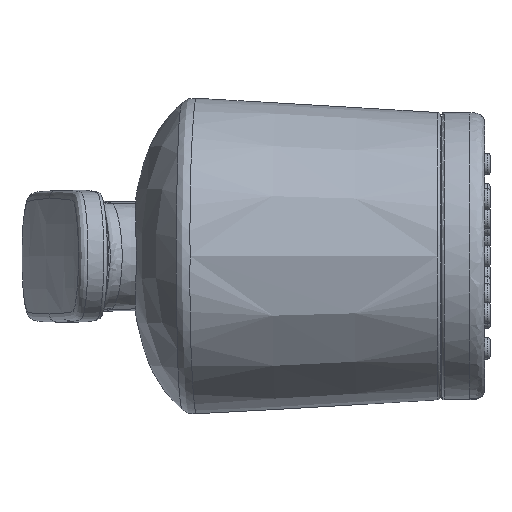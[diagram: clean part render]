
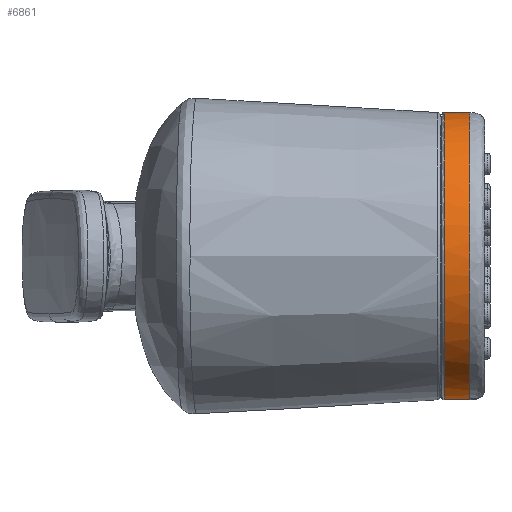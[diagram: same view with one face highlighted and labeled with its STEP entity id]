
A CAD part, top view. The second image highlights one B-rep face of the part: STEP entity #6861.
In plain terms, the highlighted cylindrical face has radius 17.944 mm (diameter 35.888 mm), a full revolution.
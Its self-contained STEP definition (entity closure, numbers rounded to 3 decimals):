
#240=CYLINDRICAL_SURFACE('',#8867,17.944);
#404=CIRCLE('',#8864,17.944);
#2437=ORIENTED_EDGE('',*,*,#3616,.T.);
#2438=ORIENTED_EDGE('',*,*,#3618,.T.);
#3616=EDGE_CURVE('',#4573,#4573,#404,.T.);
#3618=EDGE_CURVE('',#4575,#4575,#5391,.T.);
#4573=VERTEX_POINT('',#23043);
#4575=VERTEX_POINT('',#23280);
#5391=B_SPLINE_CURVE_WITH_KNOTS('',3,(#23261,#23262,#23263,#23264,#23265,
#23266,#23267,#23268,#23269,#23270,#23271,#23272,#23273,#23274,#23275,#23276,
#23277,#23278,#23279),.UNSPECIFIED.,.T.,.F.,(1,1,1,1,1,1,1,1,1,1,1,1,1,
1,1,1,1,1,1,1,1,1,1),(-0.188,-0.125,-0.063,0.,0.063,0.125,0.188,0.25,
0.313,0.375,0.438,0.5,0.563,0.625,0.688,0.75,0.813,0.875,0.938,1.,
1.063,1.125,1.188),.UNSPECIFIED.);
#5937=EDGE_LOOP('',(#2437));
#5938=EDGE_LOOP('',(#2438));
#6438=FACE_BOUND('',#5937,.T.);
#6439=FACE_BOUND('',#5938,.T.);
#6861=ADVANCED_FACE('',(#6438,#6439),#240,.T.);
#8864=AXIS2_PLACEMENT_3D('',#23042,#9782,#9783);
#8867=AXIS2_PLACEMENT_3D('',#23583,#9788,#9789);
#9782=DIRECTION('',(1.,0.,0.));
#9783=DIRECTION('',(0.,0.,-1.));
#9788=DIRECTION('',(-1.,0.,0.));
#9789=DIRECTION('',(0.,0.,1.));
#23042=CARTESIAN_POINT('',(21.627,0.,125.996));
#23043=CARTESIAN_POINT('',(21.627,0.,108.052));
#23261=CARTESIAN_POINT('',(24.849,-6.892,108.923));
#23262=CARTESIAN_POINT('',(24.849,-12.9,112.86));
#23263=CARTESIAN_POINT('',(24.849,-16.945,118.797));
#23264=CARTESIAN_POINT('',(24.849,-18.41,125.829));
#23265=CARTESIAN_POINT('',(24.849,-17.073,132.887));
#23266=CARTESIAN_POINT('',(24.849,-13.136,138.896));
#23267=CARTESIAN_POINT('',(24.849,-7.199,142.941));
#23268=CARTESIAN_POINT('',(24.849,-0.166,144.406));
#23269=CARTESIAN_POINT('',(24.849,6.892,143.068));
#23270=CARTESIAN_POINT('',(24.849,12.9,139.131));
#23271=CARTESIAN_POINT('',(24.849,16.945,133.195));
#23272=CARTESIAN_POINT('',(24.849,18.41,126.162));
#23273=CARTESIAN_POINT('',(24.849,17.073,119.104));
#23274=CARTESIAN_POINT('',(24.849,13.136,113.095));
#23275=CARTESIAN_POINT('',(24.849,7.199,109.05));
#23276=CARTESIAN_POINT('',(24.849,0.166,107.585));
#23277=CARTESIAN_POINT('',(24.849,-6.892,108.923));
#23278=CARTESIAN_POINT('',(24.849,-12.9,112.86));
#23279=CARTESIAN_POINT('',(24.849,-16.945,118.797));
#23280=CARTESIAN_POINT('',(24.849,-12.573,113.193));
#23583=CARTESIAN_POINT('',(21.327,0.,125.996));
